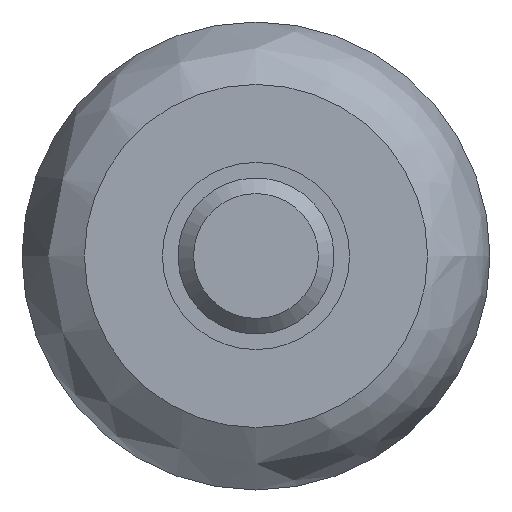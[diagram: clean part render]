
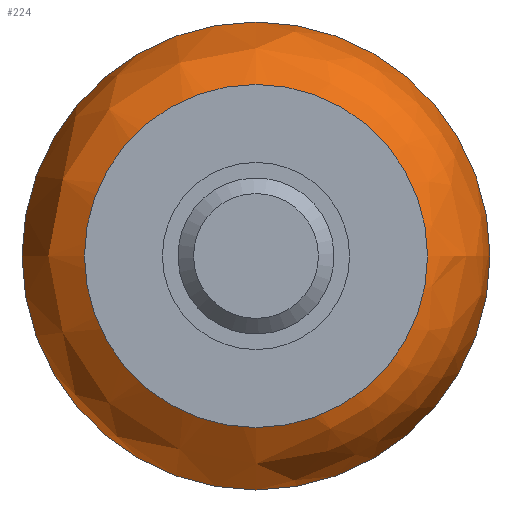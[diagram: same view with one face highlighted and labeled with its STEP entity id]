
A CAD part, left-side view. The second image highlights one B-rep face of the part: STEP entity #224.
In plain terms, the highlighted free-form (B-spline) face has degree [2, 2] with [3, 9] control points.
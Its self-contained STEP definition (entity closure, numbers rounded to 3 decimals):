
#62=FACE_OUTER_BOUND('',#80,.T.);
#80=EDGE_LOOP('',(#163,#164,#165,#166,#167));
#108=(
BOUNDED_CURVE()
B_SPLINE_CURVE(2,(#399,#400,#401),.UNSPECIFIED.,.F.,.F.)
B_SPLINE_CURVE_WITH_KNOTS((3,3),(0.,1.338),
 .UNSPECIFIED.)
CURVE()
GEOMETRIC_REPRESENTATION_ITEM()
RATIONAL_B_SPLINE_CURVE((1.,0.784,1.))
REPRESENTATION_ITEM('')
);
#110=CIRCLE('',#246,7.5);
#111=CIRCLE('',#247,4.5);
#112=CIRCLE('',#248,4.5);
#127=VERTEX_POINT('',#396);
#128=VERTEX_POINT('',#398);
#129=VERTEX_POINT('',#402);
#144=EDGE_CURVE('',#127,#127,#110,.T.);
#145=EDGE_CURVE('',#127,#128,#108,.T.);
#146=EDGE_CURVE('',#128,#129,#111,.T.);
#147=EDGE_CURVE('',#129,#128,#112,.T.);
#163=ORIENTED_EDGE('',*,*,#144,.T.);
#164=ORIENTED_EDGE('',*,*,#145,.T.);
#165=ORIENTED_EDGE('',*,*,#146,.T.);
#166=ORIENTED_EDGE('',*,*,#147,.T.);
#167=ORIENTED_EDGE('',*,*,#145,.F.);
#201=(
BOUNDED_SURFACE()
B_SPLINE_SURFACE(2,2,((#369,#370,#371,#372,#373,#374,#375,#376,#377),(#378,
#379,#380,#381,#382,#383,#384,#385,#386),(#387,#388,#389,#390,#391,#392,
#393,#394,#395)),.UNSPECIFIED.,.F.,.T.,.F.)
B_SPLINE_SURFACE_WITH_KNOTS((3,3),(3,2,2,2,3),(-1.338,0.),
(-3.142,-1.571,0.,1.571,3.142),
 .UNSPECIFIED.)
GEOMETRIC_REPRESENTATION_ITEM()
RATIONAL_B_SPLINE_SURFACE(((1.,0.707,1.,0.707,1.,
0.707,1.,0.707,1.),(0.784,0.555,
0.784,0.555,0.784,0.555,0.784,
0.555,0.784),(1.,0.707,1.,0.707,
1.,0.707,1.,0.707,1.)))
REPRESENTATION_ITEM('')
SURFACE()
);
#224=ADVANCED_FACE('',(#62),#201,.T.);
#246=AXIS2_PLACEMENT_3D('',#397,#288,#289);
#247=AXIS2_PLACEMENT_3D('',#403,#290,#291);
#248=AXIS2_PLACEMENT_3D('',#404,#292,#293);
#288=DIRECTION('center_axis',(-1.,0.,0.));
#289=DIRECTION('ref_axis',(0.,1.,0.));
#290=DIRECTION('center_axis',(1.,0.,0.));
#291=DIRECTION('ref_axis',(0.,1.,0.));
#292=DIRECTION('center_axis',(1.,0.,0.));
#293=DIRECTION('ref_axis',(0.,1.,0.));
#369=CARTESIAN_POINT('Ctrl Pts',(2.1,-4.5,0.));
#370=CARTESIAN_POINT('Ctrl Pts',(2.1,-4.5,4.5));
#371=CARTESIAN_POINT('Ctrl Pts',(2.1,0.,4.5));
#372=CARTESIAN_POINT('Ctrl Pts',(2.1,4.5,4.5));
#373=CARTESIAN_POINT('Ctrl Pts',(2.1,4.5,0.));
#374=CARTESIAN_POINT('Ctrl Pts',(2.1,4.5,-4.5));
#375=CARTESIAN_POINT('Ctrl Pts',(2.1,0.,-4.5));
#376=CARTESIAN_POINT('Ctrl Pts',(2.1,-4.5,-4.5));
#377=CARTESIAN_POINT('Ctrl Pts',(2.1,-4.5,0.));
#378=CARTESIAN_POINT('Ctrl Pts',(2.812,-7.5,0.));
#379=CARTESIAN_POINT('Ctrl Pts',(2.812,-7.5,7.5));
#380=CARTESIAN_POINT('Ctrl Pts',(2.812,0.,
7.5));
#381=CARTESIAN_POINT('Ctrl Pts',(2.812,7.5,7.5));
#382=CARTESIAN_POINT('Ctrl Pts',(2.812,7.5,0.));
#383=CARTESIAN_POINT('Ctrl Pts',(2.812,7.5,-7.5));
#384=CARTESIAN_POINT('Ctrl Pts',(2.812,0.,
-7.5));
#385=CARTESIAN_POINT('Ctrl Pts',(2.812,-7.5,-7.5));
#386=CARTESIAN_POINT('Ctrl Pts',(2.812,-7.5,0.));
#387=CARTESIAN_POINT('Ctrl Pts',(5.895,-7.5,0.));
#388=CARTESIAN_POINT('Ctrl Pts',(5.895,-7.5,7.5));
#389=CARTESIAN_POINT('Ctrl Pts',(5.895,0.,
7.5));
#390=CARTESIAN_POINT('Ctrl Pts',(5.895,7.5,7.5));
#391=CARTESIAN_POINT('Ctrl Pts',(5.895,7.5,0.));
#392=CARTESIAN_POINT('Ctrl Pts',(5.895,7.5,-7.5));
#393=CARTESIAN_POINT('Ctrl Pts',(5.895,0.,
-7.5));
#394=CARTESIAN_POINT('Ctrl Pts',(5.895,-7.5,-7.5));
#395=CARTESIAN_POINT('Ctrl Pts',(5.895,-7.5,0.));
#396=CARTESIAN_POINT('',(5.895,-7.5,0.));
#397=CARTESIAN_POINT('Origin',(5.895,0.,0.));
#398=CARTESIAN_POINT('',(2.1,-4.5,0.));
#399=CARTESIAN_POINT('Ctrl Pts',(5.895,-7.5,0.));
#400=CARTESIAN_POINT('Ctrl Pts',(2.812,-7.5,0.));
#401=CARTESIAN_POINT('Ctrl Pts',(2.1,-4.5,0.));
#402=CARTESIAN_POINT('',(2.1,4.5,0.));
#403=CARTESIAN_POINT('Origin',(2.1,0.,0.));
#404=CARTESIAN_POINT('Origin',(2.1,0.,0.));
